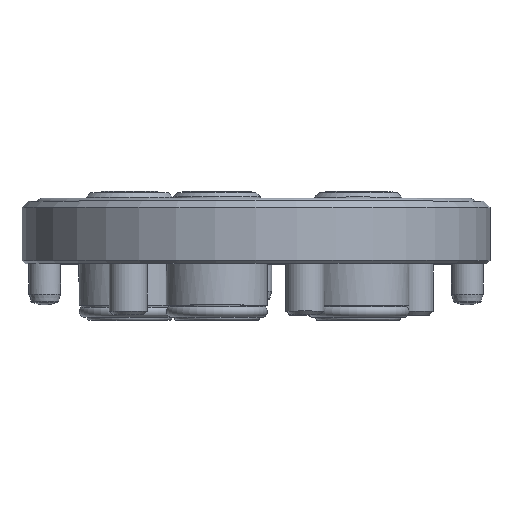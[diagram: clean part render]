
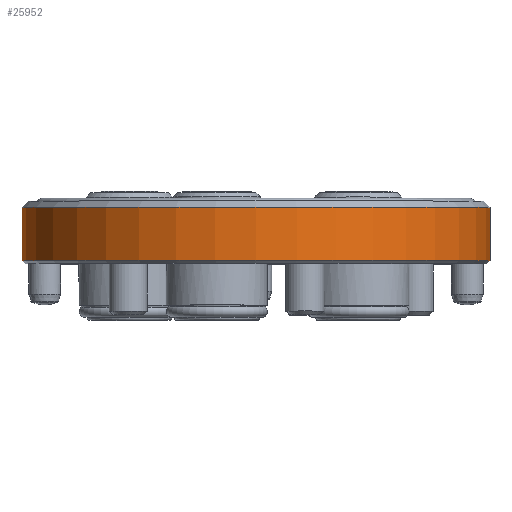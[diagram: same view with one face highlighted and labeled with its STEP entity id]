
A CAD part, top view. The second image highlights one B-rep face of the part: STEP entity #25952.
In plain terms, the highlighted cylindrical face has radius 37 mm (diameter 74 mm), a full revolution.
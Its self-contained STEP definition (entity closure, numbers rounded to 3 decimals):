
#80 = DIRECTION ( 'NONE',  ( 0., 0., -1. ) ) ;
#560 = EDGE_CURVE ( 'NONE', #21820, #21820, #12354, .T. ) ;
#573 = CIRCLE ( 'NONE', #13308, 37. ) ;
#3132 = DIRECTION ( 'NONE',  ( 0., -1., 0. ) ) ;
#5326 = DIRECTION ( 'NONE',  ( 0., 0., -1. ) ) ;
#5567 = DIRECTION ( 'NONE',  ( 0., 0., -1. ) ) ;
#5744 = AXIS2_PLACEMENT_3D ( 'NONE', #14047, #8257, #80 ) ;
#6960 = CARTESIAN_POINT ( 'NONE',  ( 0., 0.5, -37. ) ) ;
#8257 = DIRECTION ( 'NONE',  ( 0., -1., 0. ) ) ;
#8743 = ORIENTED_EDGE ( 'NONE', *, *, #560, .T. ) ;
#12354 = CIRCLE ( 'NONE', #5744, 37. ) ;
#13144 = VERTEX_POINT ( 'NONE', #6960 ) ;
#13308 = AXIS2_PLACEMENT_3D ( 'NONE', #15311, #3132, #5326 ) ;
#14047 = CARTESIAN_POINT ( 'NONE',  ( 0., 8.9, 0. ) ) ;
#15311 = CARTESIAN_POINT ( 'NONE',  ( 0., 0.5, 0. ) ) ;
#16176 = FACE_OUTER_BOUND ( 'NONE', #25470, .T. ) ;
#17102 = CYLINDRICAL_SURFACE ( 'NONE', #22791, 37. ) ;
#19686 = DIRECTION ( 'NONE',  ( 0., -1., 0. ) ) ;
#20480 = EDGE_LOOP ( 'NONE', ( #23874 ) ) ;
#20562 = FACE_OUTER_BOUND ( 'NONE', #20480, .T. ) ;
#21820 = VERTEX_POINT ( 'NONE', #22068 ) ;
#22068 = CARTESIAN_POINT ( 'NONE',  ( 0., 8.9, -37. ) ) ;
#22791 = AXIS2_PLACEMENT_3D ( 'NONE', #25606, #19686, #5567 ) ;
#23874 = ORIENTED_EDGE ( 'NONE', *, *, #25418, .F. ) ;
#25418 = EDGE_CURVE ( 'NONE', #13144, #13144, #573, .T. ) ;
#25470 = EDGE_LOOP ( 'NONE', ( #8743 ) ) ;
#25606 = CARTESIAN_POINT ( 'NONE',  ( 0., 0., 0. ) ) ;
#25952 = ADVANCED_FACE ( 'NONE', ( #20562, #16176 ), #17102, .T. ) ;
